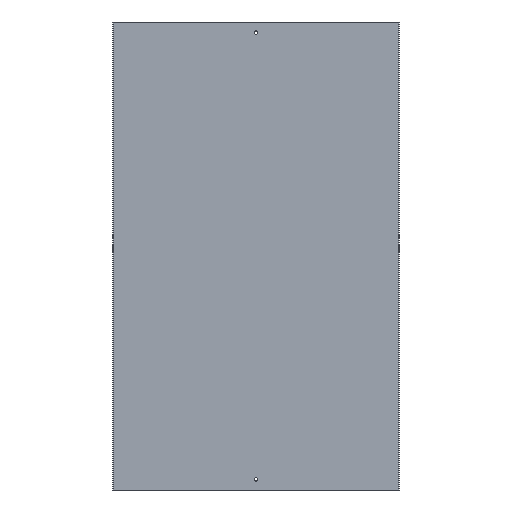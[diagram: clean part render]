
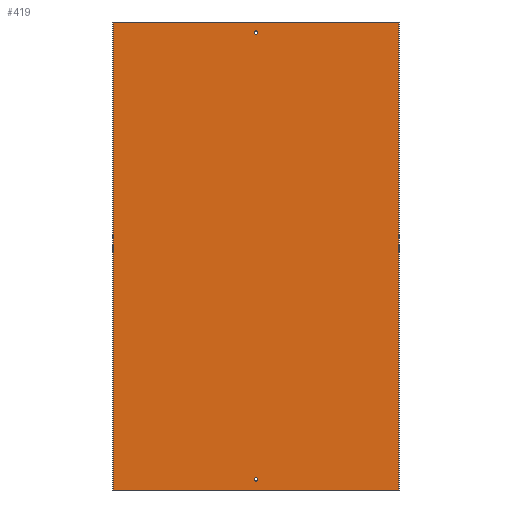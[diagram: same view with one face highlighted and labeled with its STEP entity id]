
A CAD part, front view. The second image highlights one B-rep face of the part: STEP entity #419.
In plain terms, the highlighted planar face has unit normal (0, -1, 0).
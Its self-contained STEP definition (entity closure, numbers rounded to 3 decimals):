
#17 = DIRECTION ( 'NONE',  ( 0., 0., 1. ) ) ;
#19 = PLANE ( 'NONE',  #162 ) ;
#22 = CARTESIAN_POINT ( 'NONE',  ( -201., 0., 660. ) ) ;
#30 = DIRECTION ( 'NONE',  ( 0., 1., 0. ) ) ;
#43 = CARTESIAN_POINT ( 'NONE',  ( 0., 0., 647.5 ) ) ;
#47 = CARTESIAN_POINT ( 'NONE',  ( 0., 0., 15. ) ) ;
#48 = DIRECTION ( 'NONE',  ( 0., -1., 0. ) ) ;
#50 = DIRECTION ( 'NONE',  ( 0., 0., 1. ) ) ;
#64 = CARTESIAN_POINT ( 'NONE',  ( 0., 0., 17.5 ) ) ;
#80 = CARTESIAN_POINT ( 'NONE',  ( 201., 0., 0. ) ) ;
#86 = CARTESIAN_POINT ( 'NONE',  ( -201., 0., 0. ) ) ;
#91 = CARTESIAN_POINT ( 'NONE',  ( 201., 0., 660. ) ) ;
#97 = DIRECTION ( 'NONE',  ( 0., 0., -1. ) ) ;
#98 = DIRECTION ( 'NONE',  ( 1., 0., 0. ) ) ;
#106 = CARTESIAN_POINT ( 'NONE',  ( 201., 0., 660. ) ) ;
#113 = CARTESIAN_POINT ( 'NONE',  ( -201., 0., 660. ) ) ;
#117 = DIRECTION ( 'NONE',  ( 1., 0., 0. ) ) ;
#118 = DIRECTION ( 'NONE',  ( 0., 0., 1. ) ) ;
#119 = DIRECTION ( 'NONE',  ( 0., -1., 0. ) ) ;
#120 = CARTESIAN_POINT ( 'NONE',  ( 0., 0., 645. ) ) ;
#122 = CARTESIAN_POINT ( 'NONE',  ( -201., 0., 660. ) ) ;
#124 = DIRECTION ( 'NONE',  ( 0., 0., -1. ) ) ;
#125 = CARTESIAN_POINT ( 'NONE',  ( -201., 0., 0. ) ) ;
#126 = CARTESIAN_POINT ( 'NONE',  ( -201., 0., 660. ) ) ;
#149 = EDGE_LOOP ( 'NONE', ( #305 ) ) ;
#157 = EDGE_LOOP ( 'NONE', ( #316, #315, #312, #309 ) ) ;
#162 = AXIS2_PLACEMENT_3D ( 'NONE', #22, #30, #17 ) ;
#169 = AXIS2_PLACEMENT_3D ( 'NONE', #47, #48, #50 ) ;
#170 = AXIS2_PLACEMENT_3D ( 'NONE', #120, #119, #118 ) ;
#178 = EDGE_CURVE ( 'NONE', #351, #407, #235, .T. ) ;
#192 = EDGE_CURVE ( 'NONE', #225, #352, #403, .T. ) ;
#194 = EDGE_CURVE ( 'NONE', #359, #359, #399, .T. ) ;
#196 = EDGE_CURVE ( 'NONE', #358, #358, #394, .T. ) ;
#197 = EDGE_CURVE ( 'NONE', #352, #407, #397, .T. ) ;
#198 = EDGE_CURVE ( 'NONE', #225, #351, #396, .T. ) ;
#225 = VERTEX_POINT ( 'NONE', #113 ) ;
#235 = LINE ( 'NONE', #106, #311 ) ;
#305 = ORIENTED_EDGE ( 'NONE', *, *, #194, .F. ) ;
#307 = ORIENTED_EDGE ( 'NONE', *, *, #196, .F. ) ;
#309 = ORIENTED_EDGE ( 'NONE', *, *, #192, .T. ) ;
#311 = VECTOR ( 'NONE', #97, 1000. ) ;
#312 = ORIENTED_EDGE ( 'NONE', *, *, #198, .F. ) ;
#315 = ORIENTED_EDGE ( 'NONE', *, *, #178, .F. ) ;
#316 = ORIENTED_EDGE ( 'NONE', *, *, #197, .T. ) ;
#351 = VERTEX_POINT ( 'NONE', #91 ) ;
#352 = VERTEX_POINT ( 'NONE', #86 ) ;
#358 = VERTEX_POINT ( 'NONE', #64 ) ;
#359 = VERTEX_POINT ( 'NONE', #43 ) ;
#372 = FACE_BOUND ( 'NONE', #405, .T. ) ;
#376 = FACE_OUTER_BOUND ( 'NONE', #157, .T. ) ;
#390 = FACE_BOUND ( 'NONE', #149, .T. ) ;
#392 = VECTOR ( 'NONE', #98, 1000. ) ;
#393 = VECTOR ( 'NONE', #117, 1000. ) ;
#394 = CIRCLE ( 'NONE', #169, 2.5 ) ;
#396 = LINE ( 'NONE', #122, #393 ) ;
#397 = LINE ( 'NONE', #125, #392 ) ;
#399 = CIRCLE ( 'NONE', #170, 2.5 ) ;
#400 = VECTOR ( 'NONE', #124, 1000. ) ;
#403 = LINE ( 'NONE', #126, #400 ) ;
#405 = EDGE_LOOP ( 'NONE', ( #307 ) ) ;
#407 = VERTEX_POINT ( 'NONE', #80 ) ;
#419 = ADVANCED_FACE ( 'NONE', ( #390, #372, #376 ), #19, .F. ) ;
